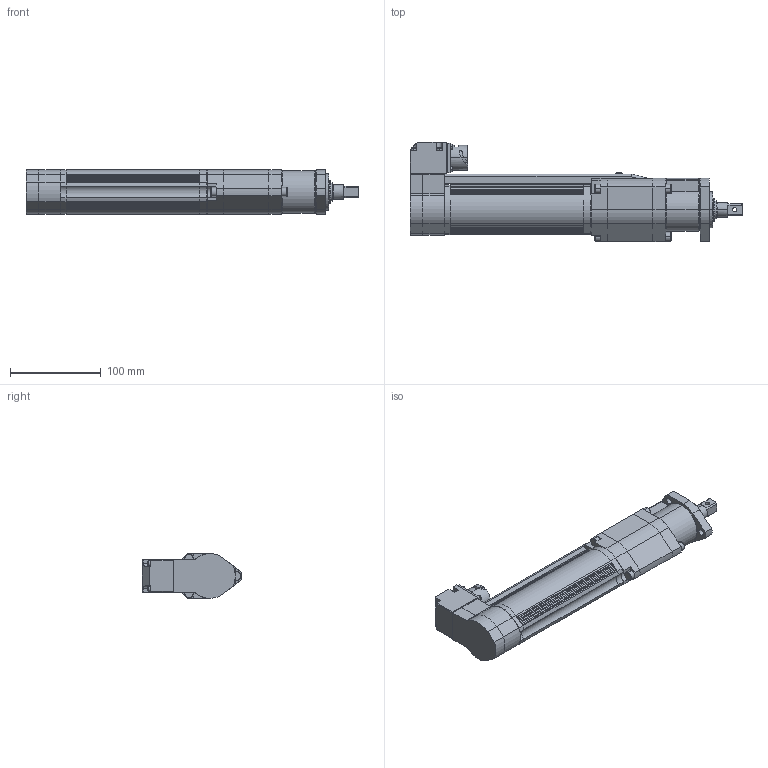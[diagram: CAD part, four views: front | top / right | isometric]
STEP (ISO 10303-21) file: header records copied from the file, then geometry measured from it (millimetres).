
FILE_DESCRIPTION (( 'STEP AP203' ), '1' );
FILE_NAME ('CFT-801RS3-SL.STEP', '2015-07-01T13:46:41', ( '' ), ( '' ), 'SwSTEP 2.0', 'SolidWorks 2015', '' );
FILE_SCHEMA (( 'CONFIG_CONTROL_DESIGN' ));
Length unit declared in the file: millimetre
Products named in the file (1): CFT-801RS3-SL
Bounding box: 365 x 108.98 x 49 mm (x, y, z)
Volume: 844718.3 mm3; surface area: 153342.3 mm2
Topology: 35 solids, 35 shells, 500 faces, 1188 edges, 762 vertices
Faces by surface type: plane 253, cylinder 152, cone 66, torus 16, bspline 9, sphere 4
Entity records: 16273 total; most frequent: CARTESIAN_POINT 4521, DIRECTION 2477, ORIENTED_EDGE 2376, EDGE_CURVE 1188, AXIS2_PLACEMENT_3D 885, VERTEX_POINT 762, VECTOR 707, LINE 707
